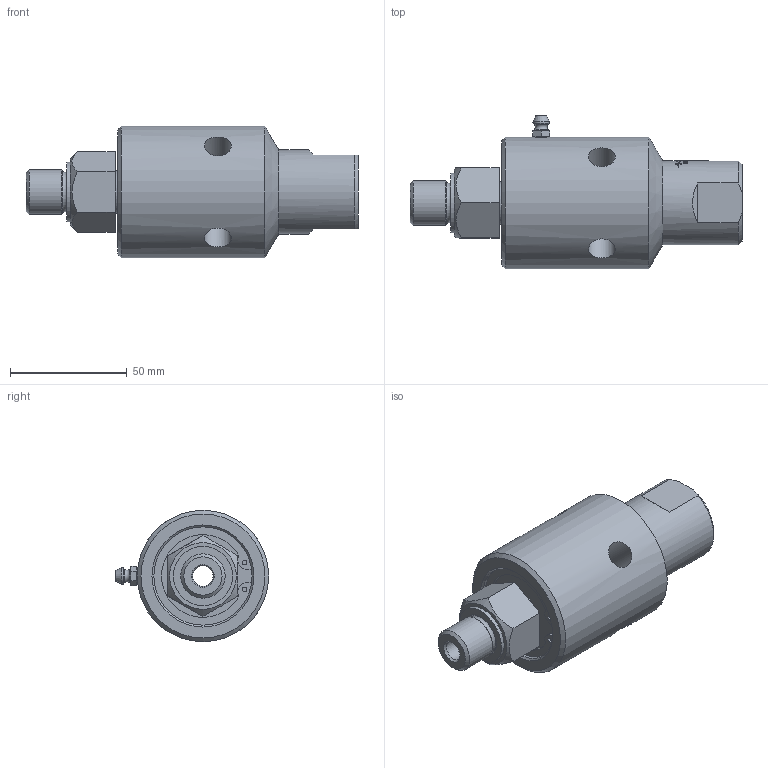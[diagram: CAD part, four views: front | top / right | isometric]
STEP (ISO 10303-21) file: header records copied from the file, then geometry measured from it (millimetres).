
FILE_DESCRIPTION(/* description */ (''),/* implementation_level */ '2;1');
FILE_NAME(/* name */ '927-150-151-IC.stp',/* time_stamp */ '2020-05-18T14:06:34-05:00',/* author */ ('Moorera'),/* organization */ (''),/* preprocessor_version */ 'ST-DEVELOPER v18.1',/* originating_system */ 'Autodesk Inventor 2020',/* authorisation */ '');
FILE_SCHEMA (('AUTOMOTIVE_DESIGN { 1 0 10303 214 3 1 1 }'));
Products named in the file (1): 927-150-151-IC
Bounding box: 142.22 x 65.68 x 56.3 mm (x, y, z)
Volume: 198081.8 mm3; surface area: 33273.5 mm2
Topology: 1 solids, 2 shells, 363 faces, 979 edges, 657 vertices
Faces by surface type: bspline 161, plane 124, cylinder 57, cone 18, torus 3
Full cylindrical faces by diameter (mm): 1.981 x2, 5.359 x1, 6.325 x1, 8.7 x1, 11.5 x4, 13.889 x1, 15.006 x1, 18.29 x1, 19 x1, 19.012 x1, 25.4 x1, 36 x1, 42.1 x1, 44.42 x1, 56.3 x1
Entity records: 47240 total; most frequent: CARTESIAN_POINT 38592, ORIENTED_EDGE 1958, DIRECTION 1428, EDGE_CURVE 979, VERTEX_POINT 657, AXIS2_PLACEMENT_3D 523, EDGE_LOOP 410, LINE 382
